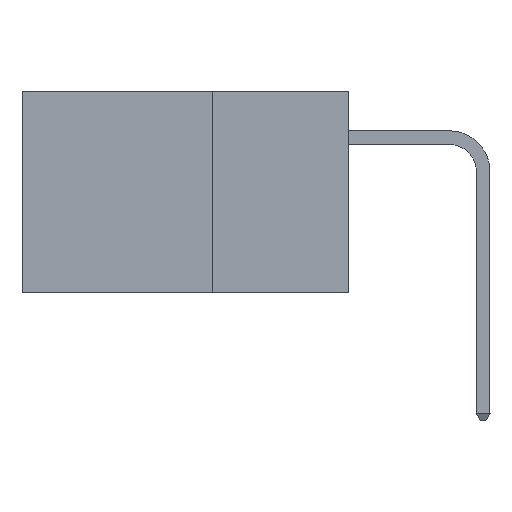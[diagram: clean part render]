
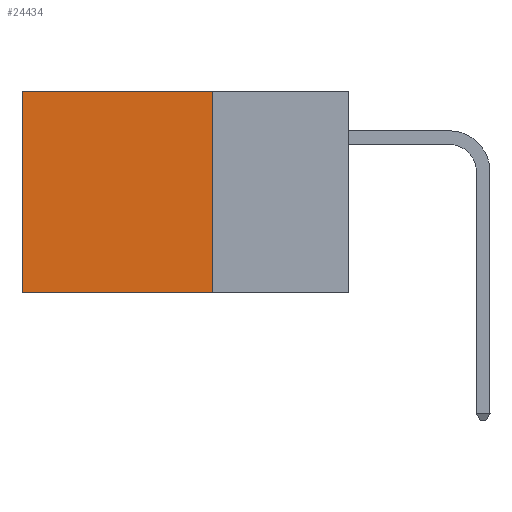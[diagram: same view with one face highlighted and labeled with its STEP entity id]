
A CAD part, left-side view. The second image highlights one B-rep face of the part: STEP entity #24434.
In plain terms, the highlighted planar face has unit normal (-1, 0, 0).
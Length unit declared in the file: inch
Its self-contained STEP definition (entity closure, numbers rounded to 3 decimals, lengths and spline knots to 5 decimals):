
#158 = DIRECTION ( 'NONE',  ( 0., 0., -1. ) ) ;
#293 = DIRECTION ( 'NONE',  ( 0., 0., -1. ) ) ;
#2725 = CARTESIAN_POINT ( 'NONE',  ( 0.2875, 0.6, -0.37 ) ) ;
#3373 = FACE_OUTER_BOUND ( 'NONE', #29138, .T. ) ;
#3640 = DIRECTION ( 'NONE',  ( 0., 1., 0. ) ) ;
#5156 = ORIENTED_EDGE ( 'NONE', *, *, #6113, .F. ) ;
#5723 = CARTESIAN_POINT ( 'NONE',  ( 0.2875, 0.25, 0. ) ) ;
#6113 = EDGE_CURVE ( 'NONE', #13922, #37011, #26304, .T. ) ;
#8222 = CARTESIAN_POINT ( 'NONE',  ( 0.2875, 0.25, 0. ) ) ;
#8666 = VECTOR ( 'NONE', #3640, 39.37008 ) ;
#9078 = EDGE_CURVE ( 'NONE', #9446, #13922, #16545, .T. ) ;
#9413 = DIRECTION ( 'NONE',  ( 0., 0., -1. ) ) ;
#9446 = VERTEX_POINT ( 'NONE', #8222 ) ;
#10551 = EDGE_CURVE ( 'NONE', #9446, #32779, #31844, .T. ) ;
#12304 = VECTOR ( 'NONE', #158, 39.37008 ) ;
#12878 = CARTESIAN_POINT ( 'NONE',  ( 0.2875, 0.25, 0. ) ) ;
#13922 = VERTEX_POINT ( 'NONE', #41705 ) ;
#15415 = EDGE_CURVE ( 'NONE', #32779, #37011, #32652, .T. ) ;
#16155 = CARTESIAN_POINT ( 'NONE',  ( 0.2875, 0.25, -0.37 ) ) ;
#16537 = CARTESIAN_POINT ( 'NONE',  ( 0.2875, 0.25, 0. ) ) ;
#16545 = LINE ( 'NONE', #12878, #12304 ) ;
#16895 = CARTESIAN_POINT ( 'NONE',  ( 0.2875, 0.6, 0. ) ) ;
#23450 = CARTESIAN_POINT ( 'NONE',  ( 0.2875, 0.6, 0. ) ) ;
#24434 = ADVANCED_FACE ( 'NONE', ( #3373 ), #38978, .F. ) ;
#25824 = DIRECTION ( 'NONE',  ( 1., 0., 0. ) ) ;
#26304 = LINE ( 'NONE', #16155, #8666 ) ;
#29138 = EDGE_LOOP ( 'NONE', ( #42028, #5156, #38427, #38000 ) ) ;
#31844 = LINE ( 'NONE', #5723, #38608 ) ;
#32652 = LINE ( 'NONE', #16895, #38084 ) ;
#32779 = VERTEX_POINT ( 'NONE', #23450 ) ;
#35280 = AXIS2_PLACEMENT_3D ( 'NONE', #16537, #25824, #9413 ) ;
#37011 = VERTEX_POINT ( 'NONE', #2725 ) ;
#38000 = ORIENTED_EDGE ( 'NONE', *, *, #10551, .T. ) ;
#38084 = VECTOR ( 'NONE', #293, 39.37008 ) ;
#38427 = ORIENTED_EDGE ( 'NONE', *, *, #9078, .F. ) ;
#38608 = VECTOR ( 'NONE', #38742, 39.37008 ) ;
#38742 = DIRECTION ( 'NONE',  ( 0., 1., 0. ) ) ;
#38978 = PLANE ( 'NONE',  #35280 ) ;
#41705 = CARTESIAN_POINT ( 'NONE',  ( 0.2875, 0.25, -0.37 ) ) ;
#42028 = ORIENTED_EDGE ( 'NONE', *, *, #15415, .T. ) ;
